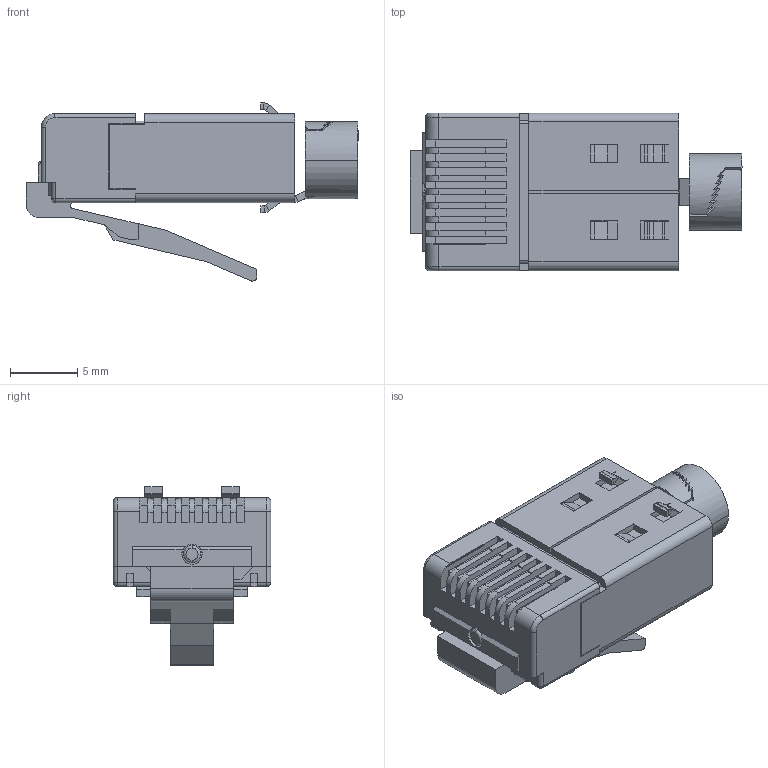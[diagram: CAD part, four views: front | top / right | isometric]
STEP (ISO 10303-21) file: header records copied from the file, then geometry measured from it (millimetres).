
FILE_DESCRIPTION (( 'STEP AP203' ), '1' );
FILE_NAME ('Customer-BB(090)A243.STEP', '2020-05-28T12:42:34', ( '' ), ( '' ), 'SwSTEP 2.0', 'SolidWorks 2018', '' );
FILE_SCHEMA (( 'CONFIG_CONTROL_DESIGN' ));
Length unit declared in the file: millimetre
Products named in the file (1): Customer-BB(090)A243
Bounding box: 24.62 x 11.68 x 13.21 mm (x, y, z)
Volume: 1536.8 mm3; surface area: 1321.7 mm2
Topology: 1 solids, 2 shells, 378 faces, 1007 edges, 638 vertices
Faces by surface type: plane 303, cylinder 67, torus 4, bspline 2, sphere 2
Entity records: 11619 total; most frequent: CARTESIAN_POINT 2205, ORIENTED_EDGE 2010, DIRECTION 1851, EDGE_CURVE 1005, VECTOR 819, LINE 819, VERTEX_POINT 638, AXIS2_PLACEMENT_3D 516
